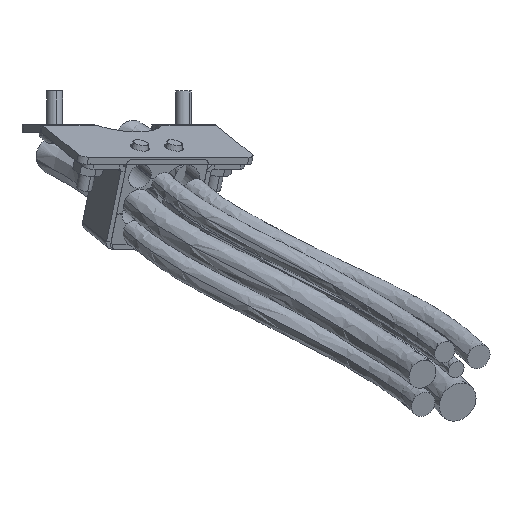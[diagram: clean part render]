
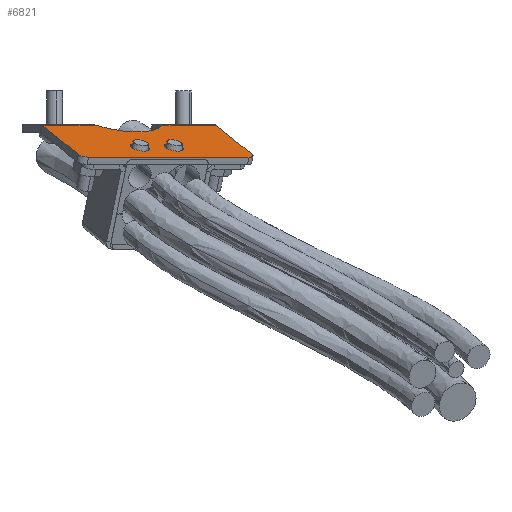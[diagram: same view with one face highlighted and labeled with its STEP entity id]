
A CAD part, top view. The second image highlights one B-rep face of the part: STEP entity #6821.
In plain terms, the highlighted planar face has unit normal (0.187, 0.927, 0.325).
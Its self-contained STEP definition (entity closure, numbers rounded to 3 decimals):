
#550 = VERTEX_POINT ( 'NONE', #11848 ) ;
#856 = VERTEX_POINT ( 'NONE', #10747 ) ;
#905 = VERTEX_POINT ( 'NONE', #6055 ) ;
#948 = CARTESIAN_POINT ( 'NONE',  ( 31.215, -160.132, 274.305 ) ) ;
#1022 = EDGE_LOOP ( 'NONE', ( #3517, #1289 ) ) ;
#1043 = VERTEX_POINT ( 'NONE', #3628 ) ;
#1167 = CARTESIAN_POINT ( 'NONE',  ( 59.578, -161.35, 261.436 ) ) ;
#1289 = ORIENTED_EDGE ( 'NONE', *, *, #1795, .T. ) ;
#1382 = CARTESIAN_POINT ( 'NONE',  ( 16.482, -158.727, 278.783 ) ) ;
#1409 = CARTESIAN_POINT ( 'NONE',  ( 14.746, -157.323, 275.771 ) ) ;
#1646 = VERTEX_POINT ( 'NONE', #7790 ) ;
#1795 = EDGE_CURVE ( 'NONE', #856, #4151, #9579, .T. ) ;
#1815 = EDGE_CURVE ( 'NONE', #11561, #1646, #9605, .T. ) ;
#1836 = EDGE_CURVE ( 'NONE', #550, #10568, #9711, .T. ) ;
#1863 = EDGE_CURVE ( 'NONE', #10568, #905, #9658, .T. ) ;
#1881 = EDGE_CURVE ( 'NONE', #905, #1043, #9802, .T. ) ;
#1901 = EDGE_CURVE ( 'NONE', #1043, #1998, #9747, .T. ) ;
#1925 = EDGE_CURVE ( 'NONE', #1998, #8269, #9826, .T. ) ;
#1967 = EDGE_CURVE ( 'NONE', #8269, #2824, #9912, .T. ) ;
#1988 = EDGE_CURVE ( 'NONE', #2824, #7464, #9955, .T. ) ;
#1998 = VERTEX_POINT ( 'NONE', #11359 ) ;
#2004 = EDGE_CURVE ( 'NONE', #7464, #550, #10008, .T. ) ;
#2233 = EDGE_LOOP ( 'NONE', ( #9589, #8095, #7382, #3518, #3461, #3144, #3367, #3503 ) ) ;
#2251 = EDGE_CURVE ( 'NONE', #1646, #11561, #10204, .T. ) ;
#2336 = EDGE_CURVE ( 'NONE', #4151, #856, #10350, .T. ) ;
#2345 = CARTESIAN_POINT ( 'NONE',  ( -20.803, -150.291, 276.172 ) ) ;
#2824 = VERTEX_POINT ( 'NONE', #4576 ) ;
#2839 = EDGE_LOOP ( 'NONE', ( #3418, #3448 ) ) ;
#3084 = DIRECTION ( 'NONE',  ( -0.187, -0.927, -0.325 ) ) ;
#3144 = ORIENTED_EDGE ( 'NONE', *, *, #1881, .F. ) ;
#3212 = DIRECTION ( 'NONE',  ( -0.463, 0.375, -0.803 ) ) ;
#3356 = DIRECTION ( 'NONE',  ( 0.463, -0.375, 0.803 ) ) ;
#3367 = ORIENTED_EDGE ( 'NONE', *, *, #1863, .F. ) ;
#3369 = DIRECTION ( 'NONE',  ( -0.187, -0.927, -0.325 ) ) ;
#3418 = ORIENTED_EDGE ( 'NONE', *, *, #2251, .T. ) ;
#3448 = ORIENTED_EDGE ( 'NONE', *, *, #1815, .T. ) ;
#3461 = ORIENTED_EDGE ( 'NONE', *, *, #1901, .F. ) ;
#3476 = CARTESIAN_POINT ( 'NONE',  ( 36.174, -144.867, 227.838 ) ) ;
#3479 = PLANE ( 'NONE',  #6663 ) ;
#3503 = ORIENTED_EDGE ( 'NONE', *, *, #1836, .F. ) ;
#3506 = DIRECTION ( 'NONE',  ( 0.463, -0.375, 0.803 ) ) ;
#3517 = ORIENTED_EDGE ( 'NONE', *, *, #2336, .T. ) ;
#3518 = ORIENTED_EDGE ( 'NONE', *, *, #1925, .F. ) ;
#3628 = CARTESIAN_POINT ( 'NONE',  ( 59.578, -161.35, 261.436 ) ) ;
#4151 = VERTEX_POINT ( 'NONE', #1409 ) ;
#4524 = CARTESIAN_POINT ( 'NONE',  ( 24.967, -150.291, 249.793 ) ) ;
#4576 = CARTESIAN_POINT ( 'NONE',  ( -7.135, -161.35, 299.886 ) ) ;
#6055 = CARTESIAN_POINT ( 'NONE',  ( 45.911, -150.291, 237.723 ) ) ;
#6663 = AXIS2_PLACEMENT_3D ( 'NONE', #3476, #3369, #3356 ) ;
#6676 = CARTESIAN_POINT ( 'NONE',  ( -3.147, -162.473, 300.798 ) ) ;
#6821 = ADVANCED_FACE ( 'NONE', ( #9519, #6825, #7035 ), #3479, .F. ) ;
#6825 = FACE_BOUND ( 'NONE', #2839, .T. ) ;
#7004 = CARTESIAN_POINT ( 'NONE',  ( 58.368, -162.473, 265.344 ) ) ;
#7035 = FACE_BOUND ( 'NONE', #1022, .T. ) ;
#7382 = ORIENTED_EDGE ( 'NONE', *, *, #1967, .F. ) ;
#7464 = VERTEX_POINT ( 'NONE', #2345 ) ;
#7658 = DIRECTION ( 'NONE',  ( -0.866, 0., 0.499 ) ) ;
#7790 = CARTESIAN_POINT ( 'NONE',  ( 27.742, -157.323, 268.28 ) ) ;
#8033 = DIRECTION ( 'NONE',  ( -0.463, 0.375, -0.803 ) ) ;
#8095 = ORIENTED_EDGE ( 'NONE', *, *, #1988, .F. ) ;
#8269 = VERTEX_POINT ( 'NONE', #6676 ) ;
#8397 = CARTESIAN_POINT ( 'NONE',  ( -7.135, -161.35, 299.886 ) ) ;
#8606 = CARTESIAN_POINT ( 'NONE',  ( 56.979, -161.35, 262.934 ) ) ;
#8649 = CARTESIAN_POINT ( 'NONE',  ( 29.478, -158.727, 271.293 ) ) ;
#8675 = DIRECTION ( 'NONE',  ( -0.187, -0.927, -0.325 ) ) ;
#8688 = DIRECTION ( 'NONE',  ( -0.187, -0.927, -0.325 ) ) ;
#8713 = DIRECTION ( 'NONE',  ( 0.463, -0.375, 0.803 ) ) ;
#9160 = DIRECTION ( 'NONE',  ( 0.463, -0.375, 0.803 ) ) ;
#9327 = DIRECTION ( 'NONE',  ( 0.463, -0.375, 0.803 ) ) ;
#9339 = DIRECTION ( 'NONE',  ( -0.187, -0.927, -0.325 ) ) ;
#9351 = CARTESIAN_POINT ( 'NONE',  ( 16.482, -158.727, 278.783 ) ) ;
#9519 = FACE_OUTER_BOUND ( 'NONE', #2233, .T. ) ;
#9579 = CIRCLE ( 'NONE', #10931, 3.75 ) ;
#9589 = ORIENTED_EDGE ( 'NONE', *, *, #2004, .F. ) ;
#9605 = CIRCLE ( 'NONE', #10911, 3.75 ) ;
#9623 = DIRECTION ( 'NONE',  ( 0.463, -0.375, 0.803 ) ) ;
#9624 = DIRECTION ( 'NONE',  ( -0.187, -0.927, -0.325 ) ) ;
#9637 = CARTESIAN_POINT ( 'NONE',  ( 29.478, -158.727, 271.293 ) ) ;
#9658 = LINE ( 'NONE', #11438, #9682 ) ;
#9682 = VECTOR ( 'NONE', #10773, 1000. ) ;
#9711 = CIRCLE ( 'NONE', #10897, 19. ) ;
#9727 = VECTOR ( 'NONE', #3506, 1000. ) ;
#9747 = CIRCLE ( 'NONE', #10816, 3. ) ;
#9790 = VECTOR ( 'NONE', #7658, 1000. ) ;
#9802 = LINE ( 'NONE', #1167, #9727 ) ;
#9826 = LINE ( 'NONE', #7004, #9790 ) ;
#9837 = CARTESIAN_POINT ( 'NONE',  ( -4.536, -161.35, 298.388 ) ) ;
#9859 = VECTOR ( 'NONE', #8033, 1000. ) ;
#9912 = CIRCLE ( 'NONE', #10778, 3. ) ;
#9934 = DIRECTION ( 'NONE',  ( -0.187, -0.927, -0.325 ) ) ;
#9938 = DIRECTION ( 'NONE',  ( 0.866, 0., -0.499 ) ) ;
#9946 = VECTOR ( 'NONE', #9938, 1000. ) ;
#9955 = LINE ( 'NONE', #8397, #9859 ) ;
#10008 = LINE ( 'NONE', #11094, #9946 ) ;
#10204 = CIRCLE ( 'NONE', #10652, 3.75 ) ;
#10350 = CIRCLE ( 'NONE', #10630, 3.75 ) ;
#10445 = DIRECTION ( 'NONE',  ( 0.463, -0.375, 0.803 ) ) ;
#10568 = VERTEX_POINT ( 'NONE', #4524 ) ;
#10630 = AXIS2_PLACEMENT_3D ( 'NONE', #9351, #9339, #9327 ) ;
#10652 = AXIS2_PLACEMENT_3D ( 'NONE', #9637, #9624, #9623 ) ;
#10747 = CARTESIAN_POINT ( 'NONE',  ( 18.219, -160.132, 281.795 ) ) ;
#10773 = DIRECTION ( 'NONE',  ( 0.866, 0., -0.499 ) ) ;
#10778 = AXIS2_PLACEMENT_3D ( 'NONE', #9837, #9934, #10445 ) ;
#10816 = AXIS2_PLACEMENT_3D ( 'NONE', #8606, #3084, #3212 ) ;
#10897 = AXIS2_PLACEMENT_3D ( 'NONE', #11076, #11332, #11370 ) ;
#10911 = AXIS2_PLACEMENT_3D ( 'NONE', #8649, #8675, #9160 ) ;
#10931 = AXIS2_PLACEMENT_3D ( 'NONE', #1382, #8688, #8713 ) ;
#11076 = CARTESIAN_POINT ( 'NONE',  ( 6.776, -145.616, 246.922 ) ) ;
#11094 = CARTESIAN_POINT ( 'NONE',  ( 42.878, -150.291, 239.47 ) ) ;
#11332 = DIRECTION ( 'NONE',  ( 0.187, 0.927, 0.325 ) ) ;
#11359 = CARTESIAN_POINT ( 'NONE',  ( 58.368, -162.473, 265.344 ) ) ;
#11370 = DIRECTION ( 'NONE',  ( 0.463, -0.375, 0.803 ) ) ;
#11438 = CARTESIAN_POINT ( 'NONE',  ( 42.878, -150.291, 239.47 ) ) ;
#11561 = VERTEX_POINT ( 'NONE', #948 ) ;
#11848 = CARTESIAN_POINT ( 'NONE',  ( 0.141, -150.291, 264.101 ) ) ;
